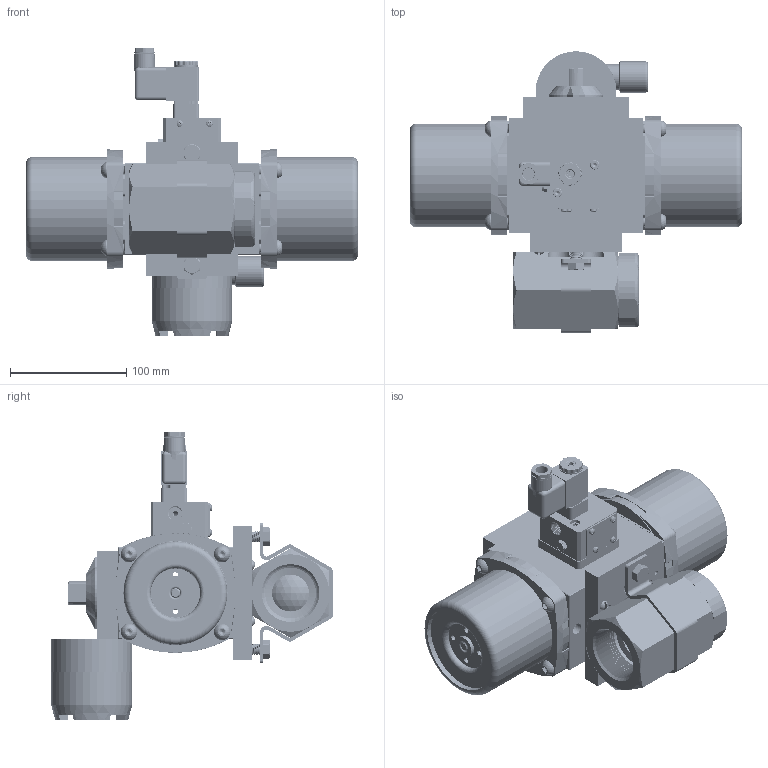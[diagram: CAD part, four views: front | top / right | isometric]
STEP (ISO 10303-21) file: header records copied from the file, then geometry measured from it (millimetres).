
FILE_DESCRIPTION (( 'STEP AP203' ), '1' );
FILE_NAME ('82XXA522SR3GPDSLS.step', '2018-04-30T18:17:04', ( '' ), ( '' ), 'SwSTEP 2.0', 'SolidWorks 2017', '' );
FILE_SCHEMA (( 'CONFIG_CONTROL_DESIGN' ));
Products named in the file (1): 82XXA522SR3GPDSLS
Bounding box: 285.09 x 241.75 x 247.52 mm (x, y, z)
Volume: 1609729.2 mm3; surface area: 609697.3 mm2
Topology: 71 solids, 71 shells, 5951 faces, 15061 edges, 9327 vertices
Faces by surface type: cylinder 2329, cone 2160, plane 1102, torus 230, bspline 96, sphere 34
Entity records: 202638 total; most frequent: CARTESIAN_POINT 56114, DIRECTION 33232, ORIENTED_EDGE 29810, EDGE_CURVE 14905, AXIS2_PLACEMENT_3D 13524, VERTEX_POINT 9325, CIRCLE 7668, EDGE_LOOP 6452
